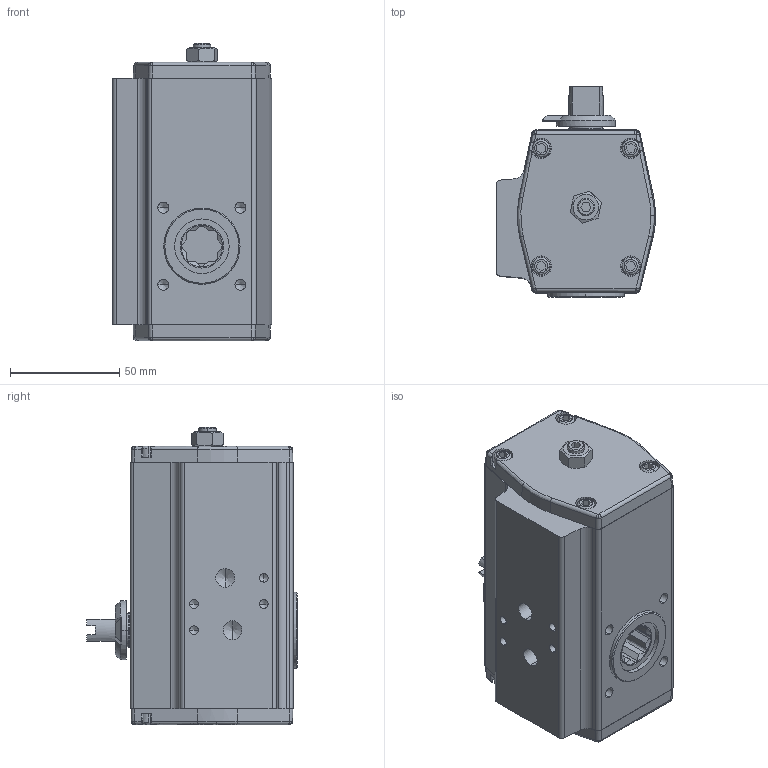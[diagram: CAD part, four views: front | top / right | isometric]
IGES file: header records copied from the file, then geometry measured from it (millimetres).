
Start section: SolidWorks IGES file using analytic representation for surfaces
Global section: file name: 007326a.IGS; native system: SolidWorks 2018; preprocessor: SolidWorks 2018; author: sara.marklund; date: 180815.161023; units: millimetre
Bounding box: 72.93 x 96.64 x 136.3 mm (x, y, z)
Surface area: 54139.4 mm2 (no closed solid volume)
Topology: 0 solids, 11 shells, 480 faces, 1250 edges, 799 vertices
Faces by surface type: revolution 251, plane 190, bspline 39
